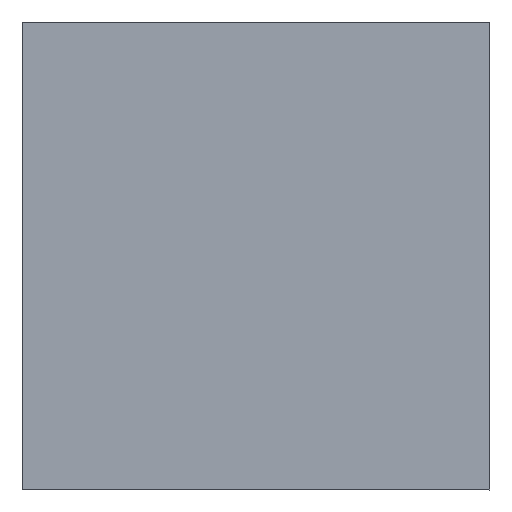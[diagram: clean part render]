
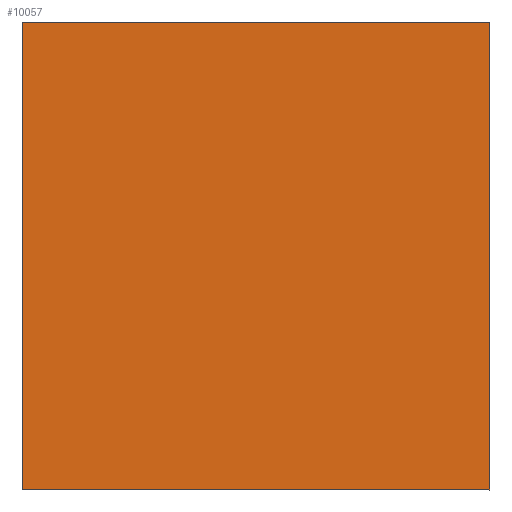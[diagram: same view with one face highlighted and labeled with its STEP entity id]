
A CAD part, left-side view. The second image highlights one B-rep face of the part: STEP entity #10057.
In plain terms, the highlighted planar face has unit normal (-1, 0, 0).
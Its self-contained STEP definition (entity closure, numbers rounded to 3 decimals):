
#1102=LINE('',#15496,#2078);
#1110=LINE('',#15507,#2086);
#1116=LINE('',#15518,#2092);
#1123=LINE('',#15529,#2099);
#2078=VECTOR('',#13027,1000.);
#2086=VECTOR('',#13037,1000.);
#2092=VECTOR('',#13045,1000.);
#2099=VECTOR('',#13060,1000.);
#4520=ORIENTED_EDGE('',*,*,#5714,.F.);
#4521=ORIENTED_EDGE('',*,*,#5728,.F.);
#4522=ORIENTED_EDGE('',*,*,#5735,.F.);
#4523=ORIENTED_EDGE('',*,*,#5722,.F.);
#5714=EDGE_CURVE('',#6549,#6550,#1102,.T.);
#5722=EDGE_CURVE('',#6550,#6552,#1110,.T.);
#5728=EDGE_CURVE('',#6555,#6549,#1116,.T.);
#5735=EDGE_CURVE('',#6552,#6555,#1123,.T.);
#6549=VERTEX_POINT('',#15495);
#6550=VERTEX_POINT('',#15497);
#6552=VERTEX_POINT('',#15508);
#6555=VERTEX_POINT('',#15517);
#7265=EDGE_LOOP('',(#4520,#4521,#4522,#4523));
#7739=FACE_BOUND('',#7265,.T.);
#8053=PLANE('',#10745);
#10057=ADVANCED_FACE('',(#7739),#8053,.F.);
#10745=AXIS2_PLACEMENT_3D('',#15530,#13061,#13062);
#13027=DIRECTION('',(0.,0.,-1.));
#13037=DIRECTION('',(0.,1.,0.));
#13045=DIRECTION('',(0.,-1.,0.));
#13060=DIRECTION('',(0.,0.,1.));
#13061=DIRECTION('',(1.,0.,0.));
#13062=DIRECTION('',(0.,1.,0.));
#15495=CARTESIAN_POINT('',(0.,-1.65,1.65));
#15496=CARTESIAN_POINT('',(0.,-1.65,1.65));
#15497=CARTESIAN_POINT('',(0.,-1.65,-1.65));
#15507=CARTESIAN_POINT('',(0.,-1.65,-1.65));
#15508=CARTESIAN_POINT('',(0.,1.65,-1.65));
#15517=CARTESIAN_POINT('',(0.,1.65,1.65));
#15518=CARTESIAN_POINT('',(0.,1.65,1.65));
#15529=CARTESIAN_POINT('',(0.,1.65,-1.65));
#15530=CARTESIAN_POINT('',(0.,0.,0.));
